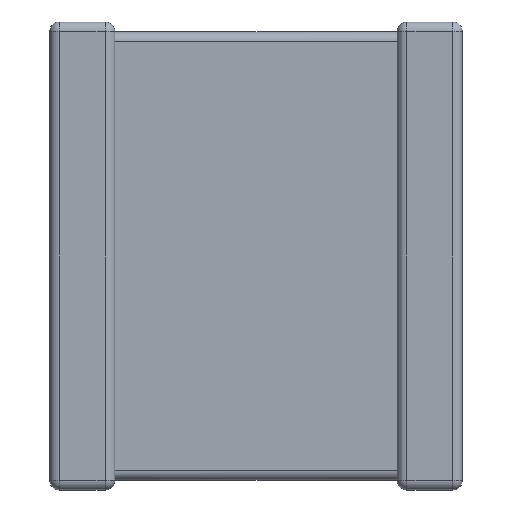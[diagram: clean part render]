
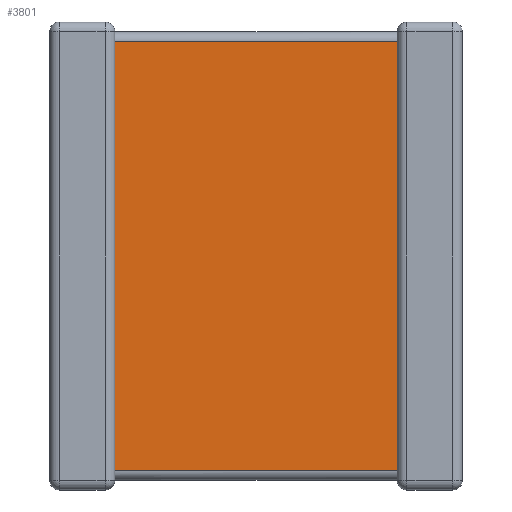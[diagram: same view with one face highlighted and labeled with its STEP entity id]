
A CAD part, front view. The second image highlights one B-rep face of the part: STEP entity #3801.
In plain terms, the highlighted planar face has unit normal (0, -1, 0).
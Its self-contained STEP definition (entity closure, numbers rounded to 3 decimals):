
#75 = DIRECTION ( 'NONE',  ( 0., -1., 0. ) ) ;
#206 = CARTESIAN_POINT ( 'NONE',  ( 0.95, 0.141, -6.8 ) ) ;
#226 = EDGE_CURVE ( 'NONE', #531, #312, #1237, .T. ) ;
#312 = VERTEX_POINT ( 'NONE', #734 ) ;
#365 = EDGE_LOOP ( 'NONE', ( #1326, #3221, #1842, #1193 ) ) ;
#387 = VECTOR ( 'NONE', #1115, 1000. ) ;
#430 = PLANE ( 'NONE',  #1359 ) ;
#531 = VERTEX_POINT ( 'NONE', #3443 ) ;
#734 = CARTESIAN_POINT ( 'NONE',  ( 0.95, 0.141, -0.283 ) ) ;
#864 = DIRECTION ( 'NONE',  ( 1., 0., 0. ) ) ;
#998 = LINE ( 'NONE', #3233, #3072 ) ;
#1077 = EDGE_CURVE ( 'NONE', #1266, #531, #3898, .T. ) ;
#1115 = DIRECTION ( 'NONE',  ( -1., 0., 0. ) ) ;
#1193 = ORIENTED_EDGE ( 'NONE', *, *, #226, .T. ) ;
#1237 = LINE ( 'NONE', #1814, #387 ) ;
#1266 = VERTEX_POINT ( 'NONE', #3314 ) ;
#1326 = ORIENTED_EDGE ( 'NONE', *, *, #2176, .F. ) ;
#1359 = AXIS2_PLACEMENT_3D ( 'NONE', #3629, #75, #4363 ) ;
#1814 = CARTESIAN_POINT ( 'NONE',  ( 0.95, 0.141, -0.283 ) ) ;
#1842 = ORIENTED_EDGE ( 'NONE', *, *, #1077, .T. ) ;
#2176 = EDGE_CURVE ( 'NONE', #2509, #312, #2938, .T. ) ;
#2467 = DIRECTION ( 'NONE',  ( 0., 0., 1. ) ) ;
#2509 = VERTEX_POINT ( 'NONE', #3661 ) ;
#2742 = DIRECTION ( 'NONE',  ( 0., 0., 1. ) ) ;
#2938 = LINE ( 'NONE', #206, #3926 ) ;
#3072 = VECTOR ( 'NONE', #864, 1000. ) ;
#3221 = ORIENTED_EDGE ( 'NONE', *, *, #3474, .T. ) ;
#3233 = CARTESIAN_POINT ( 'NONE',  ( 5.05, 0.141, -6.517 ) ) ;
#3314 = CARTESIAN_POINT ( 'NONE',  ( 5.05, 0.141, -6.517 ) ) ;
#3443 = CARTESIAN_POINT ( 'NONE',  ( 5.05, 0.141, -0.283 ) ) ;
#3474 = EDGE_CURVE ( 'NONE', #2509, #1266, #998, .T. ) ;
#3494 = CARTESIAN_POINT ( 'NONE',  ( 5.05, 0.141, -6.8 ) ) ;
#3555 = VECTOR ( 'NONE', #2467, 1000. ) ;
#3629 = CARTESIAN_POINT ( 'NONE',  ( 0.95, 0.141, -6.8 ) ) ;
#3661 = CARTESIAN_POINT ( 'NONE',  ( 0.95, 0.141, -6.517 ) ) ;
#3801 = ADVANCED_FACE ( 'NONE', ( #3891 ), #430, .T. ) ;
#3891 = FACE_OUTER_BOUND ( 'NONE', #365, .T. ) ;
#3898 = LINE ( 'NONE', #3494, #3555 ) ;
#3926 = VECTOR ( 'NONE', #2742, 1000. ) ;
#4363 = DIRECTION ( 'NONE',  ( 0., 0., -1. ) ) ;
